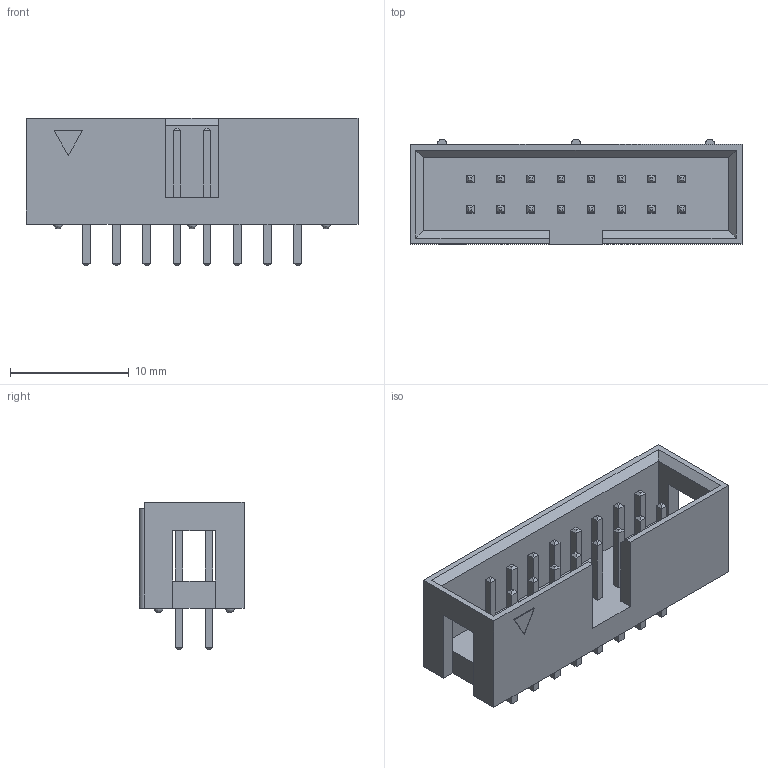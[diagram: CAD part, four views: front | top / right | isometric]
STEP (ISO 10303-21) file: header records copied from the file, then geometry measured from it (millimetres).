
FILE_DESCRIPTION (( 'STEP AP214' ), '1' );
FILE_NAME ('User Library-IDC Socket Male 16pin Straight THT Goldplated 2.54mm.STEP', '2016-08-20T15:31:24', ( 'Windows User' ), ( '' ), 'SwSTEP 2.0', 'SolidWorks 2016', '' );
FILE_SCHEMA (( 'AUTOMOTIVE_DESIGN' ));
Length unit declared in the file: millimetre
Products named in the file (1): User Library-IDC Socket Male 16pin Straight THT Goldplated 2.54mm
Bounding box: 27.92 x 8.85 x 12.4 mm (x, y, z)
Surface area: 1839.7 mm2 (no closed solid volume)
Topology: 0 solids, 11 shells, 345 faces, 832 edges, 516 vertices
Faces by surface type: plane 334, bspline 6, cylinder 5
Entity records: 13470 total; most frequent: CARTESIAN_POINT 1772, ORIENTED_EDGE 1576, DIRECTION 1522, EDGE_CURVE 820, VECTOR 798, LINE 798, VERTEX_POINT 516, EDGE_LOOP 384
